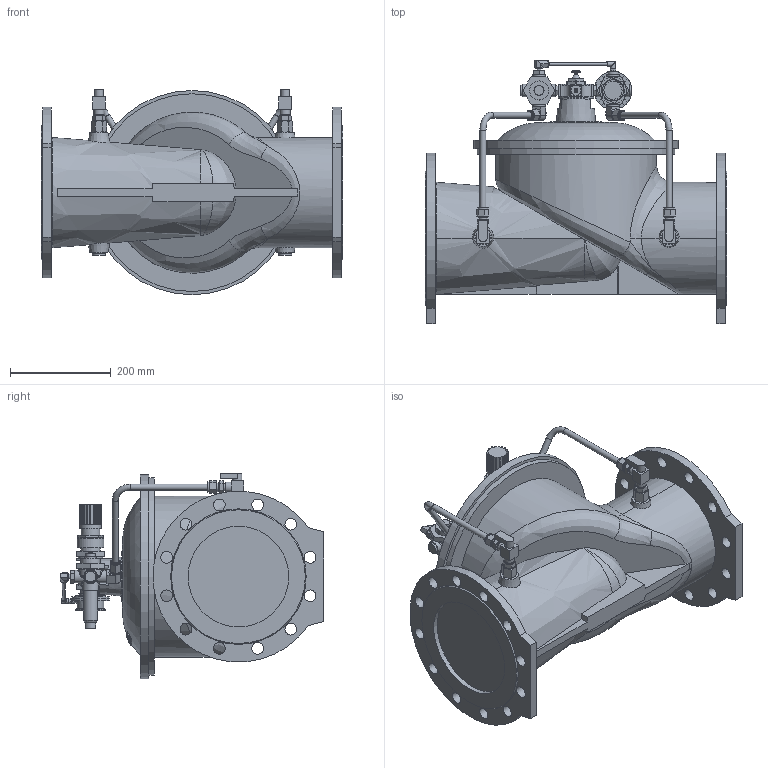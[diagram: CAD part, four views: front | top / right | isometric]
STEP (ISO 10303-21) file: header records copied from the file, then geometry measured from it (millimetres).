
FILE_DESCRIPTION (( 'STEP AP203' ), '1' );
FILE_NAME ('O_859_00_DN200_114XX10_AA0_step.step', '2017-01-09T07:01:25', ( 'Windows User' ), ( 'AVK' ), 'SwSTEP 2.0', 'SolidWorks 2012', '' );
FILE_SCHEMA (( 'CONFIG_CONTROL_DESIGN' ));
Products named in the file (1): O_859_00_DN200_114XX10_AA0_step
Bounding box: 600 x 524.5 x 408.5 mm (x, y, z)
Volume: 35687618.8 mm3; surface area: 1209043.1 mm2
Topology: 1 solids, 1 shells, 1120 faces, 2779 edges, 1739 vertices
Faces by surface type: plane 569, cylinder 233, cone 165, bspline 77, torus 56, sphere 20
Full cylindrical faces by diameter (mm): 4 x1, 6 x1, 7 x1, 7.7 x2, 9 x2, 9.7 x1, 12 x4, 14 x1, 15.002 x2, 16 x5, 18 x6, 19 x1, 19.6 x2, 20 x7, 21 x5, 23.5 x24, 24 x2, 25 x8, 26 x2, 28 x1, 32 x2, 37 x1, 38 x3, 40 x1, 42 x1, 46 x3, 48 x3, 53 x3, 58 x1, 70 x1
Entity records: 41155 total; most frequent: CARTESIAN_POINT 16576, ORIENTED_EDGE 5072, DIRECTION 4813, EDGE_CURVE 2536, AXIS2_PLACEMENT_3D 1862, VERTEX_POINT 1651, EDGE_LOOP 1405, FACE_OUTER_BOUND 1241
